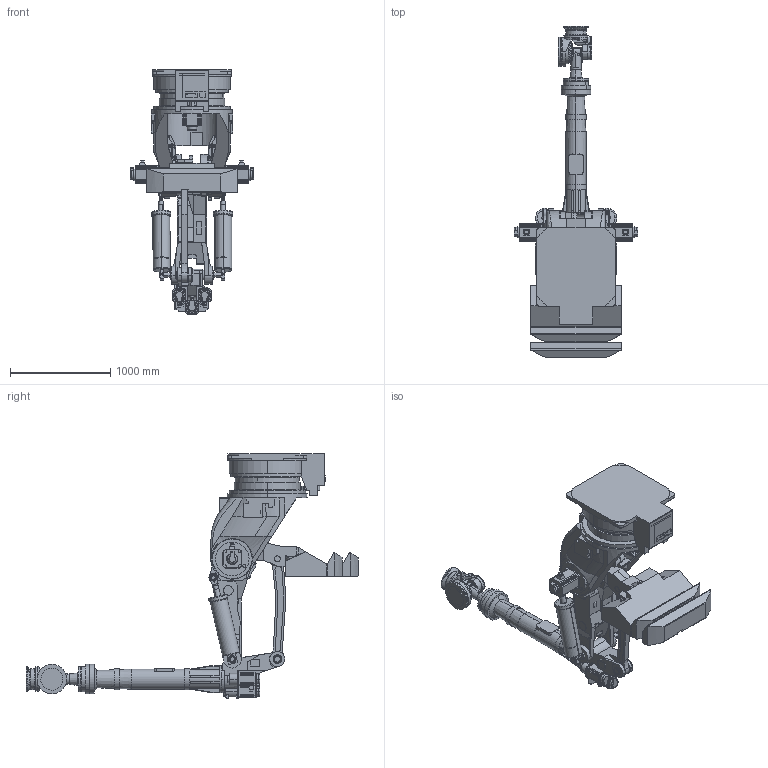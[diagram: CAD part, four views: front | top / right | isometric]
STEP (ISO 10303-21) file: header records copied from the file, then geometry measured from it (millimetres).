
FILE_DESCRIPTION (( 'STEP AP203' ), '1' );
FILE_NAME ('HX400S-TOTAL-晦遽濠撮-200909.STEP', '2015-12-16T00:28:43', ( 'fulluser' ), ( '' ), 'SwSTEP 2.0', 'SolidWorks 2014', '' );
FILE_SCHEMA (( 'CONFIG_CONTROL_DESIGN' ));
Length unit declared in the file: millimetre
Products named in the file (59): HX400S-A2-004-HINGE_晦獄 撲薑; E1-024-CONNECTORCOVER_晦獄 撲薑; HX500L_A2-003-H-MBASE_晦獄 撲薑; HX400S-A2-034-PressurePlate_ル遽; A2-069-VLINKSHAFT_晦獄 撲薑; hx300_W1_102; R1_Motor_Assy; a2-005-cweight_晦獄 撲薑; E1-Assy1_晦獄 撲薑; TSM1817; NAG4909UU_晦獄 撲薑; S1-001-BASE-SR_晦獄 撲薑; FU12SS_晦獄 撲薑; hx300_w1_003; hx300_a1_052; M5X10; A2-028-BSSHAFT; HX400S-A2-031-COLLAR; S1-102-SRing-08-0650-01_晦獄 撲薑; HX400S-A2-LINK-ASSY_晦獄 撲薑; hx300_w1_048z; HX300L-A1-002-1800_晦獄 撲薑; A2-005-CWEIGHT-400_晦獄 撲薑; HX400S-A2-FRAME-ASSY-200909_晦獄 撲薑; S1-002-BRGCASE-SR_晦獄 撲薑; HX400S-BS-assy_ル遽; HX400S-A2-025-BSTUBE; hx300_w1_048; HX400S-A1-assy; HX400S-A2-HINGE-ASSY-200909_晦獄 撲薑; HX400S_A2-002-LARM-200909_晦獄 撲薑; S1-011-S1STOPPER_晦獄 撲薑; 渠蘆 犒餌HX400S-BS-assy1; HX400S-A2-023-BSRod_ル遽; HX400S-W1-ASSY; hx300_w1_001; hx300_a1_001; HX400S-A2-046-BSshaft-0909_ル遽; S1-012-STOPPERPIN_晦獄 撲薑; HX400S-TOTAL-晦遽濠撮-200909 ...
Assembly tree (73 placements, depth 4):
  HX400S-TOTAL-晦遽濠撮-200909
    S1-ASSY_晦獄 撲薑
      S1-001-BASE-SR_晦獄 撲薑
      S1-102-SRing-08-0650-01_晦獄 撲薑
      S1-002-BRGCASE-SR_晦獄 撲薑
      S1-011-S1STOPPER_晦獄 撲薑
      S1-012-STOPPERPIN_晦獄 撲薑
      E1-Assy1_晦獄 撲薑
        E1-001-BJ1COVER
        E1-022-BATTERYCOVER
        E1-024-CONNECTORCOVER_晦獄 撲薑
    HX400S-A2-FRAME-ASSY-200909_晦獄 撲薑
      HX400S-A2-001-FRAME-譆謙20090909_晦獄 撲薑
      rv550e_晦獄 撲薑  x2
      HX500L_A2-003-H-MBASE_晦獄 撲薑  x2
      TSM1817  x3
      A2-028-BSSHAFT  x2
    HX400S-A2-LARM-ASSY-0909_晦獄 撲薑
      HX400S_A2-002-LARM-200909_晦獄 撲薑
      HX400S-A2-046-BSshaft-0909_ル遽
      HX400S-A2-047-BSshaft-0909_ル遽
    HX400S-A2-HINGE-ASSY-200909_晦獄 撲薑
      HX400S-A2-004-HINGE_晦獄 撲薑
      a2-005-cweight_晦獄 撲薑
      M5X10
      A2-005-CWEIGHT-400_晦獄 撲薑  x2
    HX400S-A1-assy
      hx300_a1_001
      R2_Motor_Assy
        TS4837
      B_Motor_Assy
        TS4837
      R1_Motor_Assy
        TS4837
      hx300_a1_052
      HX300L-A1-002-1800_晦獄 撲薑
    HX400S-W1-ASSY
      hx300_w1_001
      hx300_W1_101
      hx300_W1_004
      hx300_w1_002
      hx300_W1_102
      hx300_w1_003
      hx300_w1_048z
      hx300_w1_048
    HX400S-A2-LINK-ASSY_晦獄 撲薑
      A2-060-VLINKSHAFT_晦獄 撲薑
      A2-010-VLINK_晦獄 撲薑
      A2-061-VLINKSHAFTHOLDER_晦獄 撲薑
      A2-069-VLINKSHAFT_晦獄 撲薑
      FU12SS_晦獄 撲薑
    HX400S-BS-assy_ル遽
      HX400S-A2-025-BSTUBE
      HX400S-A2-023-BSRod_ル遽
      HX400S-A2-026-BSPressurePlate
      HX400S-A2-024-BSJOINT
      NAG4910UU_ル遽
      HX400S-A2-034-PressurePlate_ル遽
      NAG4909UU_晦獄 撲薑
      HX400S-A2-031-COLLAR
Bounding box: 1237 x 3313 x 2441.5 mm (x, y, z)
Volume: 573052646.9 mm3; surface area: 26448830.6 mm2
Topology: 59 solids, 64 shells, 2653 faces, 6790 edges, 4459 vertices
Faces by surface type: plane 1428, cylinder 1022, cone 90, torus 72, bspline 41
Entity records: 90206 total; most frequent: CARTESIAN_POINT 31317, DIRECTION 11030, ORIENTED_EDGE 10853, EDGE_CURVE 5442, AXIS2_PLACEMENT_3D 3937, VERTEX_POINT 3573, LINE 3156, VECTOR 3156
